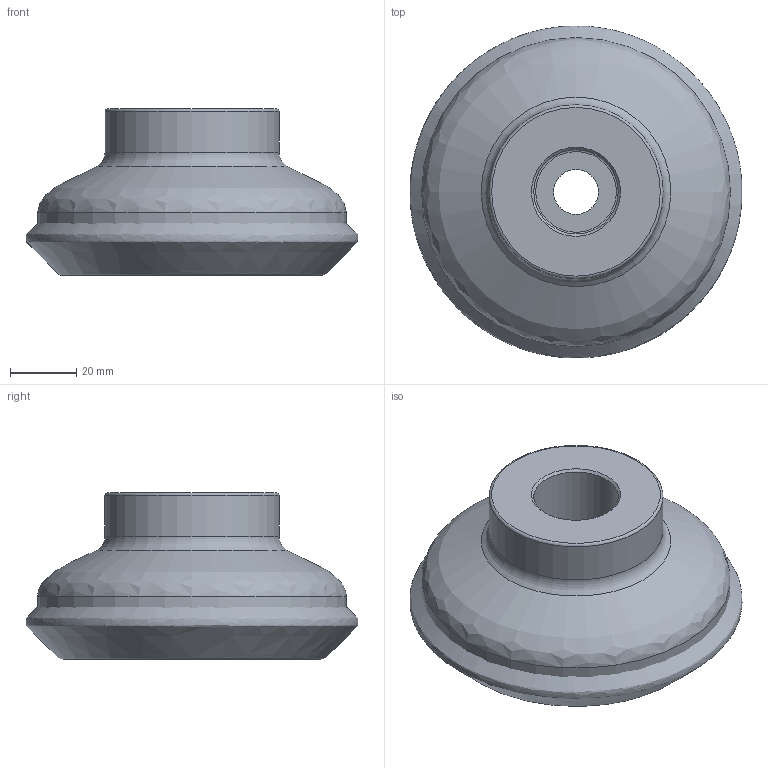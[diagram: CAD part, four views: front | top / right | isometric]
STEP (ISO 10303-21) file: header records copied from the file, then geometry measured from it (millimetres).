
FILE_DESCRIPTION(/* description */ (''),/* implementation_level */ '2;1');
FILE_NAME(/* name */ 'TOOLASSEMBLY_1.STP',/* time_stamp */ '2022-12-22T10:53:55+01:00',/* author */ (''),/* organization */ ('SMS'),/* preprocessor_version */ 'ST-DEVELOPER v16.7',/* originating_system */ 'SIEMENS PLM Software NX 12.0',/* authorisation */ '');
FILE_SCHEMA (('AUTOMOTIVE_DESIGN { 1 0 10303 214 3 1 1 1 }'));
Length unit declared in the file: millimetre
Products named in the file (4): ASSEMBLY_CONSTRUCTION; CUT_20221222105228; NOCUT_20221222105224; TOOLASSEMBLY_1
Assembly tree (3 placements, depth 2):
  TOOLASSEMBLY_1
    NOCUT_20221222105224
    CUT_20221222105228
    ASSEMBLY_CONSTRUCTION
Bounding box: 99.95 x 99.93 x 50 mm (x, y, z)
Volume: 250844.5 mm3; surface area: 40877.8 mm2
Topology: 2 solids, 2 shells, 26 faces, 51 edges, 38 vertices
Faces by surface type: torus 9, cylinder 6, plane 4, cone 4, revolution 2, bspline 1
Full cylindrical faces by diameter (mm): 13.5 x1, 25.41 x1, 25.9 x1, 34 x1, 52.386 x1, 92.99 x1
Entity records: 9993 total; most frequent: CARTESIAN_POINT 9337, DIRECTION 126, AXIS2_PLACEMENT_3D 62, FACE_BOUND 51, EDGE_LOOP 50, ORIENTED_EDGE 50, ADVANCED_FACE 26, VERTEX_POINT 26
